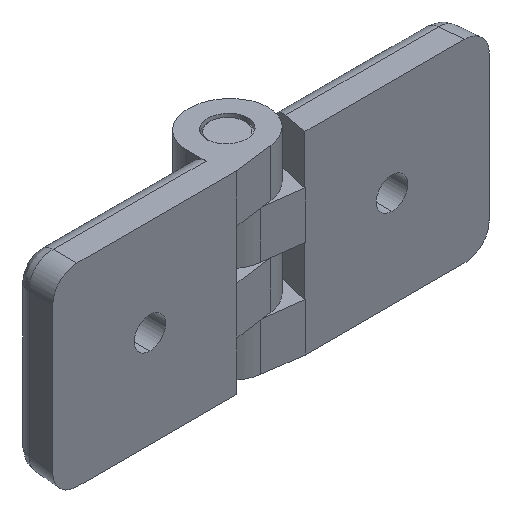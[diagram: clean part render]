
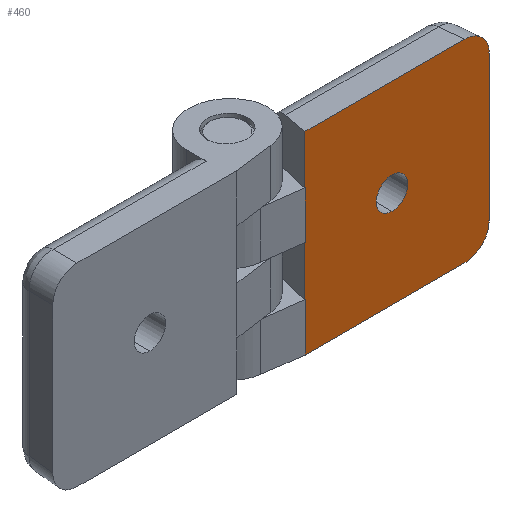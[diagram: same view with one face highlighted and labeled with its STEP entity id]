
A CAD part, isometric view. The second image highlights one B-rep face of the part: STEP entity #460.
In plain terms, the highlighted planar face has unit normal (0, -1, 0).
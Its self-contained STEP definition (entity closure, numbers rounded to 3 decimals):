
#14 = CARTESIAN_POINT ( 'NONE',  ( -57.928, -3.682, -3.245 ) ) ;
#27 = CARTESIAN_POINT ( 'NONE',  ( -72.985, -3.682, -19.995 ) ) ;
#48 = EDGE_CURVE ( 'NONE', #1601, #1804, #414, .T. ) ;
#53 = VECTOR ( 'NONE', #1336, 1000. ) ;
#60 = CARTESIAN_POINT ( 'NONE',  ( -39.999, -3.682, 20.005 ) ) ;
#83 = EDGE_CURVE ( 'NONE', #832, #1286, #2759, .T. ) ;
#90 = LINE ( 'NONE', #1052, #2336 ) ;
#164 = EDGE_LOOP ( 'NONE', ( #1857, #2463 ) ) ;
#174 = CARTESIAN_POINT ( 'NONE',  ( -39.999, -3.682, 10.105 ) ) ;
#192 = ORIENTED_EDGE ( 'NONE', *, *, #2783, .F. ) ;
#214 = LINE ( 'NONE', #2701, #53 ) ;
#280 = EDGE_CURVE ( 'NONE', #905, #1601, #214, .T. ) ;
#287 = DIRECTION ( 'NONE',  ( 0., 1., 0. ) ) ;
#305 = VERTEX_POINT ( 'NONE', #1606 ) ;
#340 = VERTEX_POINT ( 'NONE', #1840 ) ;
#341 = CARTESIAN_POINT ( 'NONE',  ( -77.978, -3.682, -17.928 ) ) ;
#359 = ORIENTED_EDGE ( 'NONE', *, *, #280, .F. ) ;
#369 = LINE ( 'NONE', #825, #1365 ) ;
#397 = EDGE_CURVE ( 'NONE', #1491, #2706, #1029, .T. ) ;
#404 = CARTESIAN_POINT ( 'NONE',  ( -77.978, -3.682, 15.012 ) ) ;
#408 = CARTESIAN_POINT ( 'NONE',  ( -39.955, -3.682, 10.105 ) ) ;
#414 =( BOUNDED_CURVE ( )  B_SPLINE_CURVE ( 3, ( #404, #2129, #2356, #1468 ),
 .UNSPECIFIED., .F., .T. ) 
 B_SPLINE_CURVE_WITH_KNOTS ( ( 4, 4 ),
 ( 2.358, 3.926 ),
 .UNSPECIFIED. ) 
 CURVE ( )  GEOMETRIC_REPRESENTATION_ITEM ( )  RATIONAL_B_SPLINE_CURVE ( ( 1., 0.805, 0.805, 1. ) ) 
 REPRESENTATION_ITEM ( '' )  );
#460 = ADVANCED_FACE ( 'NONE', ( #740, #2006 ), #2059, .F. ) ;
#476 = CARTESIAN_POINT ( 'NONE',  ( -39.955, -3.682, -19.995 ) ) ;
#556 = CIRCLE ( 'NONE', #2791, 3.25 ) ;
#587 = CARTESIAN_POINT ( 'NONE',  ( -75.911, -3.682, -19.995 ) ) ;
#600 = ORIENTED_EDGE ( 'NONE', *, *, #83, .F. ) ;
#733 = VECTOR ( 'NONE', #1749, 1000. ) ;
#740 = FACE_BOUND ( 'NONE', #164, .T. ) ;
#768 = EDGE_CURVE ( 'NONE', #2294, #305, #90, .T. ) ;
#792 = LINE ( 'NONE', #2054, #2395 ) ;
#825 = CARTESIAN_POINT ( 'NONE',  ( -39.955, -3.682, -19.995 ) ) ;
#832 = VERTEX_POINT ( 'NONE', #408 ) ;
#855 = EDGE_CURVE ( 'NONE', #1804, #340, #2782, .T. ) ;
#905 = VERTEX_POINT ( 'NONE', #2214 ) ;
#976 = ORIENTED_EDGE ( 'NONE', *, *, #768, .F. ) ;
#998 = EDGE_CURVE ( 'NONE', #2706, #1491, #556, .T. ) ;
#1023 = DIRECTION ( 'NONE',  ( 0., 0., -1. ) ) ;
#1026 = VECTOR ( 'NONE', #1266, 1000. ) ;
#1029 = CIRCLE ( 'NONE', #2795, 3.25 ) ;
#1052 = CARTESIAN_POINT ( 'NONE',  ( -39.999, -3.682, -9.895 ) ) ;
#1157 = VERTEX_POINT ( 'NONE', #476 ) ;
#1167 = DIRECTION ( 'NONE',  ( -1., 0., 0. ) ) ;
#1190 = CARTESIAN_POINT ( 'NONE',  ( -39.999, -3.682, -0.095 ) ) ;
#1210 = CARTESIAN_POINT ( 'NONE',  ( -39.999, -3.682, 10.105 ) ) ;
#1257 = LINE ( 'NONE', #1929, #733 ) ;
#1266 = DIRECTION ( 'NONE',  ( 1., 0., 0. ) ) ;
#1272 = EDGE_CURVE ( 'NONE', #1987, #905, #1435, .T. ) ;
#1279 = VERTEX_POINT ( 'NONE', #1210 ) ;
#1286 = VERTEX_POINT ( 'NONE', #1431 ) ;
#1299 = CARTESIAN_POINT ( 'NONE',  ( -39.999, -3.682, -19.995 ) ) ;
#1308 = ORIENTED_EDGE ( 'NONE', *, *, #1864, .F. ) ;
#1336 = DIRECTION ( 'NONE',  ( 0., 0., 1. ) ) ;
#1350 = ORIENTED_EDGE ( 'NONE', *, *, #48, .F. ) ;
#1365 = VECTOR ( 'NONE', #1023, 1000. ) ;
#1431 = CARTESIAN_POINT ( 'NONE',  ( -39.955, -3.682, -0.095 ) ) ;
#1435 =( BOUNDED_CURVE ( )  B_SPLINE_CURVE ( 3, ( #27, #587, #341, #2125 ),
 .UNSPECIFIED., .F., .T. ) 
 B_SPLINE_CURVE_WITH_KNOTS ( ( 4, 4 ),
 ( 2.358, 3.926 ),
 .UNSPECIFIED. ) 
 CURVE ( )  GEOMETRIC_REPRESENTATION_ITEM ( )  RATIONAL_B_SPLINE_CURVE ( ( 1., 0.805, 0.805, 1. ) ) 
 REPRESENTATION_ITEM ( '' )  );
#1468 = CARTESIAN_POINT ( 'NONE',  ( -72.985, -3.682, 20.005 ) ) ;
#1491 = VERTEX_POINT ( 'NONE', #14 ) ;
#1505 = CARTESIAN_POINT ( 'NONE',  ( -57.928, -3.682, 3.255 ) ) ;
#1519 = AXIS2_PLACEMENT_3D ( 'NONE', #1814, #287, #2042 ) ;
#1567 = ORIENTED_EDGE ( 'NONE', *, *, #2790, .F. ) ;
#1601 = VERTEX_POINT ( 'NONE', #2025 ) ;
#1606 = CARTESIAN_POINT ( 'NONE',  ( -39.955, -3.682, -9.895 ) ) ;
#1626 = CARTESIAN_POINT ( 'NONE',  ( -57.928, -3.682, 0.005 ) ) ;
#1632 = LINE ( 'NONE', #1299, #2137 ) ;
#1639 = VERTEX_POINT ( 'NONE', #1190 ) ;
#1733 = ORIENTED_EDGE ( 'NONE', *, *, #2144, .F. ) ;
#1749 = DIRECTION ( 'NONE',  ( -1., 0., 0. ) ) ;
#1797 = CARTESIAN_POINT ( 'NONE',  ( -72.985, -3.682, -19.995 ) ) ;
#1804 = VERTEX_POINT ( 'NONE', #1899 ) ;
#1814 = CARTESIAN_POINT ( 'NONE',  ( -39.999, -3.682, -19.995 ) ) ;
#1840 = CARTESIAN_POINT ( 'NONE',  ( -39.999, -3.682, 20.005 ) ) ;
#1850 = DIRECTION ( 'NONE',  ( 0., -1., 0. ) ) ;
#1857 = ORIENTED_EDGE ( 'NONE', *, *, #397, .F. ) ;
#1864 = EDGE_CURVE ( 'NONE', #1286, #1639, #1257, .T. ) ;
#1875 = LINE ( 'NONE', #2676, #2754 ) ;
#1899 = CARTESIAN_POINT ( 'NONE',  ( -72.985, -3.682, 20.005 ) ) ;
#1921 = DIRECTION ( 'NONE',  ( 0., 0., -1. ) ) ;
#1929 = CARTESIAN_POINT ( 'NONE',  ( -39.999, -3.682, -0.095 ) ) ;
#1930 = VECTOR ( 'NONE', #1989, 1000. ) ;
#1987 = VERTEX_POINT ( 'NONE', #1797 ) ;
#1989 = DIRECTION ( 'NONE',  ( 1., 0., 0. ) ) ;
#2006 = FACE_OUTER_BOUND ( 'NONE', #2760, .T. ) ;
#2025 = CARTESIAN_POINT ( 'NONE',  ( -77.978, -3.682, 15.012 ) ) ;
#2030 = CARTESIAN_POINT ( 'NONE',  ( -57.928, -3.682, 0.005 ) ) ;
#2042 = DIRECTION ( 'NONE',  ( 0., 0., 1. ) ) ;
#2054 = CARTESIAN_POINT ( 'NONE',  ( -39.999, -3.682, -19.995 ) ) ;
#2059 = PLANE ( 'NONE',  #1519 ) ;
#2072 = DIRECTION ( 'NONE',  ( 0., 0., -1. ) ) ;
#2125 = CARTESIAN_POINT ( 'NONE',  ( -77.978, -3.682, -15.002 ) ) ;
#2129 = CARTESIAN_POINT ( 'NONE',  ( -77.978, -3.682, 17.938 ) ) ;
#2137 = VECTOR ( 'NONE', #2628, 1000. ) ;
#2144 = EDGE_CURVE ( 'NONE', #1157, #1987, #792, .T. ) ;
#2184 = ORIENTED_EDGE ( 'NONE', *, *, #1272, .F. ) ;
#2214 = CARTESIAN_POINT ( 'NONE',  ( -77.978, -3.682, -15.002 ) ) ;
#2294 = VERTEX_POINT ( 'NONE', #2770 ) ;
#2336 = VECTOR ( 'NONE', #2382, 1000. ) ;
#2342 = CARTESIAN_POINT ( 'NONE',  ( -39.955, -3.682, -19.995 ) ) ;
#2356 = CARTESIAN_POINT ( 'NONE',  ( -75.911, -3.682, 20.005 ) ) ;
#2382 = DIRECTION ( 'NONE',  ( 1., 0., 0. ) ) ;
#2395 = VECTOR ( 'NONE', #1167, 1000. ) ;
#2440 = LINE ( 'NONE', #174, #1026 ) ;
#2463 = ORIENTED_EDGE ( 'NONE', *, *, #998, .F. ) ;
#2516 = VECTOR ( 'NONE', #1921, 1000. ) ;
#2518 = DIRECTION ( 'NONE',  ( 0., -1., 0. ) ) ;
#2528 = ORIENTED_EDGE ( 'NONE', *, *, #855, .F. ) ;
#2551 = EDGE_CURVE ( 'NONE', #305, #1157, #369, .T. ) ;
#2628 = DIRECTION ( 'NONE',  ( 0., 0., -1. ) ) ;
#2634 = ORIENTED_EDGE ( 'NONE', *, *, #2704, .F. ) ;
#2676 = CARTESIAN_POINT ( 'NONE',  ( -39.999, -3.682, -19.995 ) ) ;
#2701 = CARTESIAN_POINT ( 'NONE',  ( -77.978, -3.682, -19.995 ) ) ;
#2704 = EDGE_CURVE ( 'NONE', #340, #1279, #1875, .T. ) ;
#2706 = VERTEX_POINT ( 'NONE', #1505 ) ;
#2712 = DIRECTION ( 'NONE',  ( 0., 0., -1. ) ) ;
#2754 = VECTOR ( 'NONE', #2816, 1000. ) ;
#2759 = LINE ( 'NONE', #2342, #2516 ) ;
#2760 = EDGE_LOOP ( 'NONE', ( #1308, #600, #1567, #2634, #2528, #1350, #359, #2184, #1733, #2796, #976, #192 ) ) ;
#2770 = CARTESIAN_POINT ( 'NONE',  ( -39.999, -3.682, -9.895 ) ) ;
#2782 = LINE ( 'NONE', #60, #1930 ) ;
#2783 = EDGE_CURVE ( 'NONE', #1639, #2294, #1632, .T. ) ;
#2790 = EDGE_CURVE ( 'NONE', #1279, #832, #2440, .T. ) ;
#2791 = AXIS2_PLACEMENT_3D ( 'NONE', #2030, #2518, #2072 ) ;
#2795 = AXIS2_PLACEMENT_3D ( 'NONE', #1626, #1850, #2712 ) ;
#2796 = ORIENTED_EDGE ( 'NONE', *, *, #2551, .F. ) ;
#2816 = DIRECTION ( 'NONE',  ( 0., 0., -1. ) ) ;
